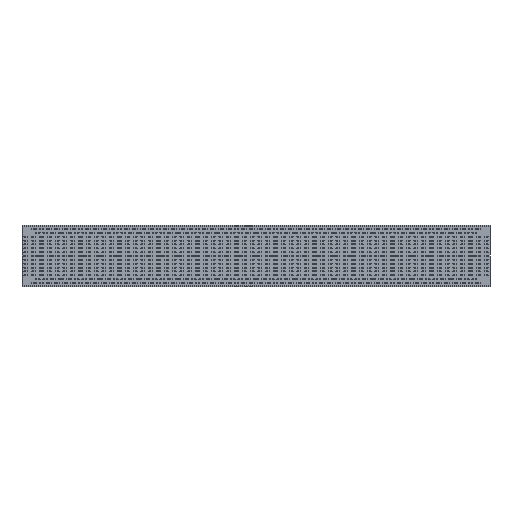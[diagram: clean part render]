
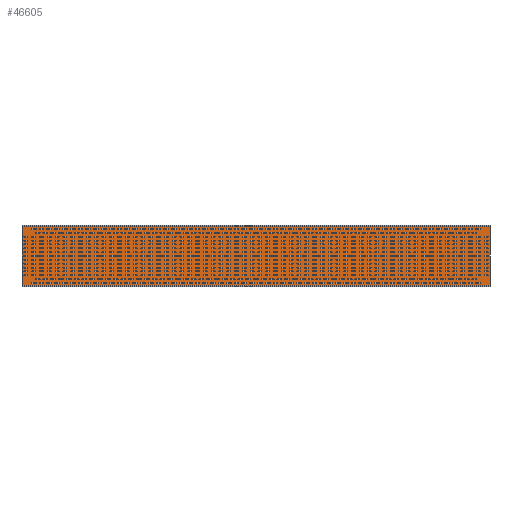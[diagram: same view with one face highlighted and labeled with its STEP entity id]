
A CAD part, top view. The second image highlights one B-rep face of the part: STEP entity #46605.
In plain terms, the highlighted planar face has unit normal (0, 0, 1).
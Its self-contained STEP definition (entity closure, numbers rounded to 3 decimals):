
#5917=FACE_OUTER_BOUND('',#7897,.T.);
#7897=EDGE_LOOP('',(#36944,#36945,#36946,#36947));
#13743=LINE('',#70016,#17587);
#13745=LINE('',#70025,#17589);
#13765=LINE('',#70076,#17609);
#13768=LINE('',#70081,#17612);
#17587=VECTOR('',#54451,1.);
#17589=VECTOR('',#54459,1.);
#17609=VECTOR('',#54509,1.);
#17612=VECTOR('',#54516,1.);
#21438=VERTEX_POINT('',#70013);
#21439=VERTEX_POINT('',#70015);
#21442=VERTEX_POINT('',#70022);
#21443=VERTEX_POINT('',#70024);
#29136=EDGE_CURVE('',#21439,#21438,#13743,.T.);
#29140=EDGE_CURVE('',#21442,#21443,#13745,.T.);
#29167=EDGE_CURVE('',#21443,#21438,#13765,.F.);
#29170=EDGE_CURVE('',#21442,#21439,#13768,.T.);
#36944=ORIENTED_EDGE('',*,*,#29167,.F.);
#36945=ORIENTED_EDGE('',*,*,#29140,.F.);
#36946=ORIENTED_EDGE('',*,*,#29170,.T.);
#36947=ORIENTED_EDGE('',*,*,#29136,.T.);
#44625=PLANE('',#48603);
#46605=ADVANCED_FACE('',(#5917),#44625,.T.);
#48603=AXIS2_PLACEMENT_3D('',#70096,#54538,#54539);
#54451=DIRECTION('',(0.,1.,0.));
#54459=DIRECTION('',(0.,1.,0.));
#54509=DIRECTION('',(-1.,0.,0.));
#54516=DIRECTION('',(1.,0.,0.));
#54538=DIRECTION('center_axis',(0.,0.,1.));
#54539=DIRECTION('ref_axis',(1.,0.,0.));
#70013=CARTESIAN_POINT('',(3158.825,447.166,-11.5));
#70015=CARTESIAN_POINT('',(3158.825,55.166,-11.5));
#70016=CARTESIAN_POINT('',(3158.825,251.166,-11.5));
#70022=CARTESIAN_POINT('',(128.825,55.166,-11.5));
#70024=CARTESIAN_POINT('',(128.825,447.166,-11.5));
#70025=CARTESIAN_POINT('',(128.825,251.166,-11.5));
#70076=CARTESIAN_POINT('',(1643.825,447.166,-11.5));
#70081=CARTESIAN_POINT('',(1643.825,55.166,-11.5));
#70096=CARTESIAN_POINT('Origin',(1643.825,251.166,-11.5));
